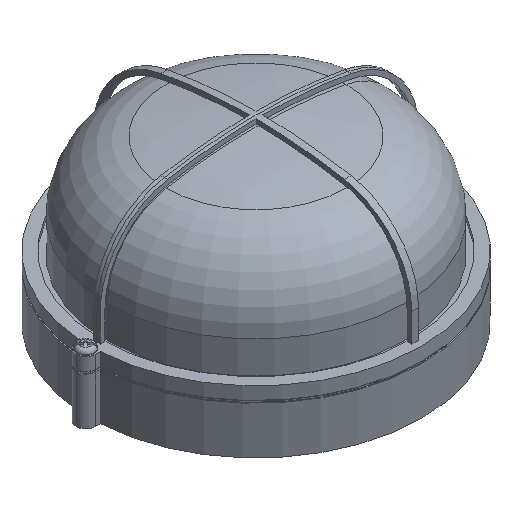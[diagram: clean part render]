
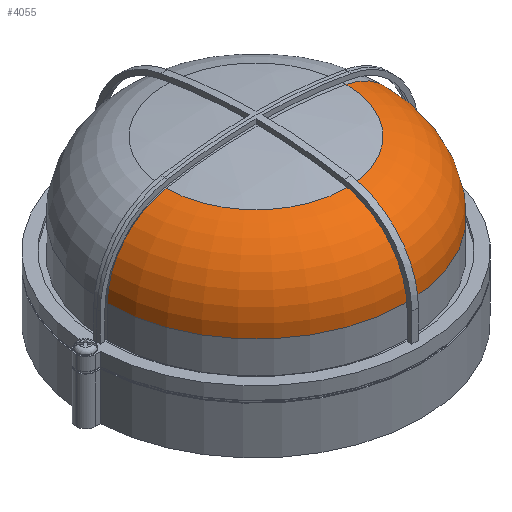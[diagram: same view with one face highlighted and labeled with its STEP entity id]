
A CAD part, isometric view. The second image highlights one B-rep face of the part: STEP entity #4055.
In plain terms, the highlighted toroidal (fillet/blend) face has major radius 40.693 mm and minor radius 37.807 mm.
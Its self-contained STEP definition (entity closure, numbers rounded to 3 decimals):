
#12 = CARTESIAN_POINT ( 'NONE',  ( 47.5, 0., 85.189 ) ) ;
#207 = AXIS2_PLACEMENT_3D ( 'NONE', #3036, #3257, #3020 ) ;
#295 = DIRECTION ( 'NONE',  ( 0., 0., 1. ) ) ;
#319 = EDGE_CURVE ( 'NONE', #3823, #1278, #4206, .T. ) ;
#329 = DIRECTION ( 'NONE',  ( 0., 0., -1. ) ) ;
#467 = EDGE_LOOP ( 'NONE', ( #1565, #1598, #1620, #1626 ) ) ;
#512 = AXIS2_PLACEMENT_3D ( 'NONE', #2996, #671, #3389 ) ;
#671 = DIRECTION ( 'NONE',  ( 0., 1., 0. ) ) ;
#695 = CARTESIAN_POINT ( 'NONE',  ( 0., 0., 48. ) ) ;
#874 = VERTEX_POINT ( 'NONE', #1159 ) ;
#1022 = CARTESIAN_POINT ( 'NONE',  ( 0., 0., 48. ) ) ;
#1159 = CARTESIAN_POINT ( 'NONE',  ( -78.5, 0., 48. ) ) ;
#1278 = VERTEX_POINT ( 'NONE', #12 ) ;
#1415 = DIRECTION ( 'NONE',  ( 1., 0., 0. ) ) ;
#1445 = EDGE_CURVE ( 'NONE', #874, #4493, #2433, .T. ) ;
#1565 = ORIENTED_EDGE ( 'NONE', *, *, #3525, .F. ) ;
#1598 = ORIENTED_EDGE ( 'NONE', *, *, #1445, .T. ) ;
#1620 = ORIENTED_EDGE ( 'NONE', *, *, #3581, .T. ) ;
#1626 = ORIENTED_EDGE ( 'NONE', *, *, #319, .F. ) ;
#1835 = DIRECTION ( 'NONE',  ( 1., 0., 0. ) ) ;
#1942 = CARTESIAN_POINT ( 'NONE',  ( 78.5, 0., 48. ) ) ;
#2161 = CARTESIAN_POINT ( 'NONE',  ( -47.5, 0., 85.189 ) ) ;
#2345 = AXIS2_PLACEMENT_3D ( 'NONE', #695, #295, #1835 ) ;
#2433 = CIRCLE ( 'NONE', #3084, 78.5 ) ;
#2656 = DIRECTION ( 'NONE',  ( 0., -1., 0. ) ) ;
#2996 = CARTESIAN_POINT ( 'NONE',  ( -40.693, 0., 48. ) ) ;
#3020 = DIRECTION ( 'NONE',  ( 1., 0., 0. ) ) ;
#3036 = CARTESIAN_POINT ( 'NONE',  ( 0., 0., 85.189 ) ) ;
#3084 = AXIS2_PLACEMENT_3D ( 'NONE', #1022, #3749, #1415 ) ;
#3257 = DIRECTION ( 'NONE',  ( 0., 0., 1. ) ) ;
#3389 = DIRECTION ( 'NONE',  ( -1., 0., 0. ) ) ;
#3525 = EDGE_CURVE ( 'NONE', #874, #3823, #4228, .T. ) ;
#3581 = EDGE_CURVE ( 'NONE', #4493, #1278, #4156, .T. ) ;
#3749 = DIRECTION ( 'NONE',  ( 0., 0., 1. ) ) ;
#3789 = FACE_OUTER_BOUND ( 'NONE', #467, .T. ) ;
#3794 = TOROIDAL_SURFACE ( 'NONE', #2345, 40.693, 37.807 ) ;
#3823 = VERTEX_POINT ( 'NONE', #2161 ) ;
#4055 = ADVANCED_FACE ( 'NONE', ( #3789 ), #3794, .T. ) ;
#4156 = CIRCLE ( 'NONE', #4232, 37.807 ) ;
#4206 = CIRCLE ( 'NONE', #207, 47.5 ) ;
#4228 = CIRCLE ( 'NONE', #512, 37.807 ) ;
#4232 = AXIS2_PLACEMENT_3D ( 'NONE', #4919, #2656, #329 ) ;
#4493 = VERTEX_POINT ( 'NONE', #1942 ) ;
#4919 = CARTESIAN_POINT ( 'NONE',  ( 40.693, 0., 48. ) ) ;
